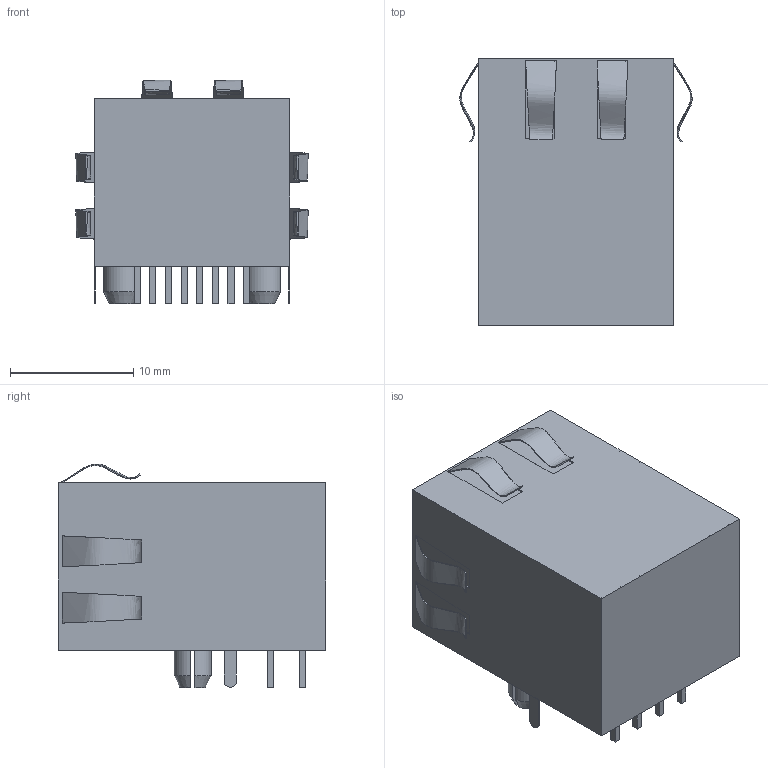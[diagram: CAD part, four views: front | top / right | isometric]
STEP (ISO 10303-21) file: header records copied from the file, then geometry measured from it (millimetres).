
FILE_DESCRIPTION(/* description */ (''),/* implementation_level */ '2;1');
FILE_NAME(/* name */ 'HALO_HFJ11-2450ERL.stp',/* time_stamp */ '2016-07-06T14:54:46+02:00',/* author */ ('riccim'),/* organization */ (''),/* preprocessor_version */ 'ST-DEVELOPER v15.5',/* originating_system */ 'AutoCAD Mechanical',/* authorisation */ '');
FILE_SCHEMA (('AUTOMOTIVE_DESIGN { 1 0 10303 214 3 1 1 }'));
Length unit declared in the file: millimetre
Products named in the file (1): Product
Bounding box: 18.87 x 21.69 x 18.18 mm (x, y, z)
Volume: 3573.1 mm3; surface area: 4892.6 mm2
Topology: 31 solids, 31 shells, 335 faces, 805 edges, 533 vertices
Faces by surface type: plane 263, bspline 44, cylinder 24, cone 4
Entity records: 11671 total; most frequent: CARTESIAN_POINT 4014, ORIENTED_EDGE 1610, DIRECTION 1421, EDGE_CURVE 805, LINE 597, VECTOR 597, VERTEX_POINT 533, AXIS2_PLACEMENT_3D 412
